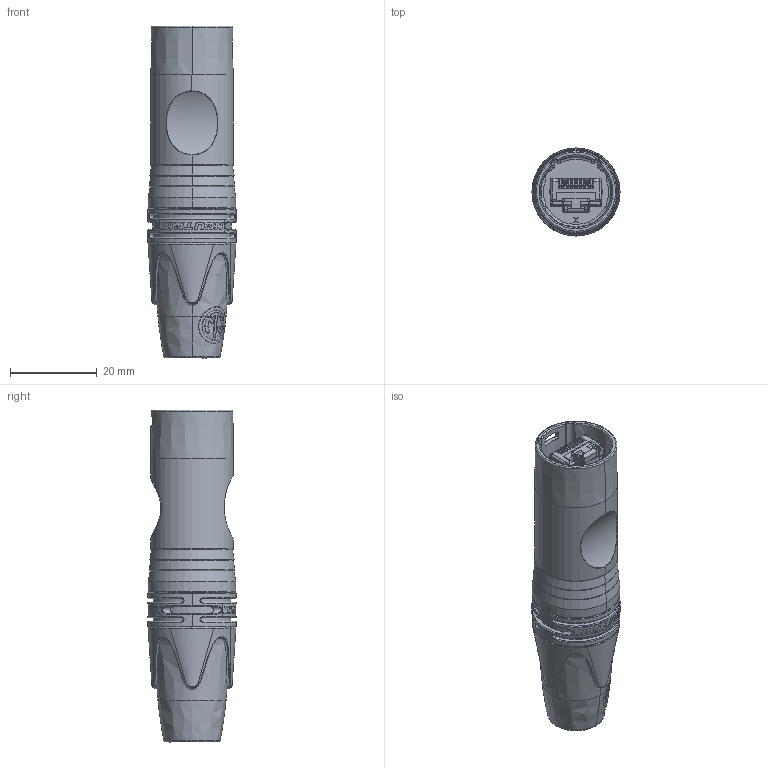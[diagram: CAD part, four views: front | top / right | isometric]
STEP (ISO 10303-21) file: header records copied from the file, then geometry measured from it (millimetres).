
FILE_DESCRIPTION((''),'2;1');
FILE_NAME('30010914','2023-08-31T08:54:40',('SYSTEM'),(''),'CREO PARAMETRIC BY PTC INC, 2021184','CREO PARAMETRIC BY PTC INC, 2021184','');
FILE_SCHEMA(('CONFIG_CONTROL_DESIGN'));
Products named in the file (1): 30010914
Bounding box: 20.3 x 20.3 x 76.54 mm (x, y, z)
Volume: 17961.7 mm3; surface area: 6919 mm2
Topology: 4 solids, 4 shells, 1105 faces, 2987 edges, 1920 vertices
Faces by surface type: plane 544, cylinder 248, bspline 138, extrusion 97, torus 56, cone 16, sphere 6
Entity records: 46284 total; most frequent: CARTESIAN_POINT 19899, ORIENTED_EDGE 5970, DIRECTION 4777, EDGE_CURVE 2985, VERTEX_POINT 1920, VECTOR 1649, AXIS2_PLACEMENT_3D 1564, LINE 1552
